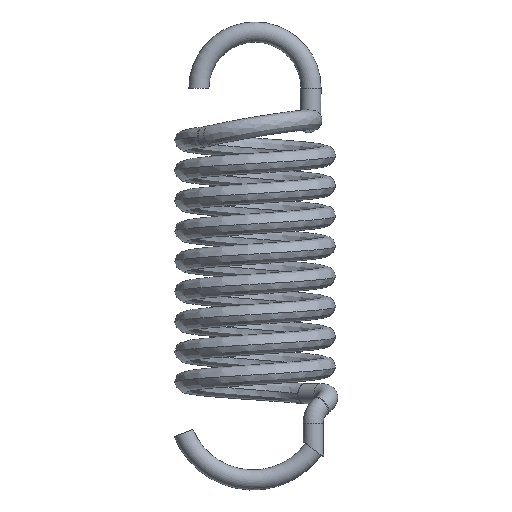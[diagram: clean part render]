
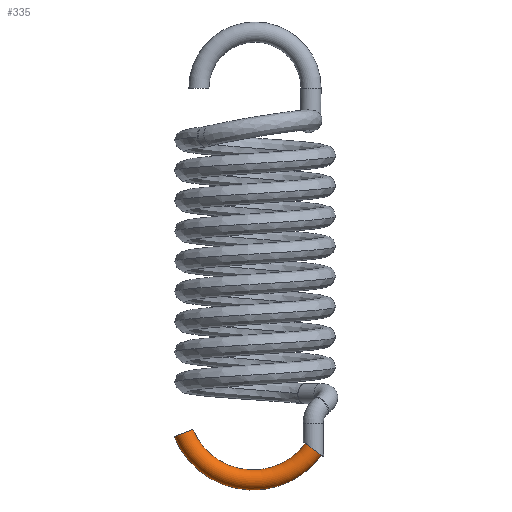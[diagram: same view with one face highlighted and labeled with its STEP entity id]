
A CAD part, left-side view. The second image highlights one B-rep face of the part: STEP entity #335.
In plain terms, the highlighted toroidal (fillet/blend) face has major radius 37.122 mm and minor radius 5 mm.
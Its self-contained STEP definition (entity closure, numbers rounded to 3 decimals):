
#52=TOROIDAL_SURFACE('',#400,37.122,5.);
#75=FACE_OUTER_BOUND('',#98,.T.);
#98=EDGE_LOOP('',(#303,#304,#305,#306,#307,#308));
#115=CIRCLE('',#370,5.);
#116=CIRCLE('',#371,5.);
#129=CIRCLE('',#396,5.);
#130=CIRCLE('',#399,5.);
#131=CIRCLE('',#401,32.122);
#152=VERTEX_POINT('',#4303);
#153=VERTEX_POINT('',#4304);
#154=VERTEX_POINT('',#4306);
#164=VERTEX_POINT('',#6497);
#189=EDGE_CURVE('',#152,#154,#115,.T.);
#190=EDGE_CURVE('',#154,#153,#116,.T.);
#210=EDGE_CURVE('',#153,#152,#129,.T.);
#211=EDGE_CURVE('',#164,#164,#130,.T.);
#212=EDGE_CURVE('',#154,#164,#131,.T.);
#303=ORIENTED_EDGE('',*,*,#189,.F.);
#304=ORIENTED_EDGE('',*,*,#210,.F.);
#305=ORIENTED_EDGE('',*,*,#190,.F.);
#306=ORIENTED_EDGE('',*,*,#212,.T.);
#307=ORIENTED_EDGE('',*,*,#211,.T.);
#308=ORIENTED_EDGE('',*,*,#212,.F.);
#335=ADVANCED_FACE('',(#75),#52,.T.);
#370=AXIS2_PLACEMENT_3D('',#4307,#445,#446);
#371=AXIS2_PLACEMENT_3D('',#4308,#447,#448);
#396=AXIS2_PLACEMENT_3D('',#6494,#500,#501);
#399=AXIS2_PLACEMENT_3D('',#6498,#506,#507);
#400=AXIS2_PLACEMENT_3D('',#6499,#508,#509);
#401=AXIS2_PLACEMENT_3D('',#6500,#510,#511);
#445=DIRECTION('center_axis',(0.,-0.588,0.809));
#446=DIRECTION('ref_axis',(0.,-0.809,-0.588));
#447=DIRECTION('center_axis',(0.,-0.588,0.809));
#448=DIRECTION('ref_axis',(0.,-0.809,-0.588));
#500=DIRECTION('center_axis',(0.,-0.588,0.809));
#501=DIRECTION('ref_axis',(0.,-0.809,-0.588));
#506=DIRECTION('center_axis',(0.,-0.373,-0.928));
#507=DIRECTION('ref_axis',(0.,0.928,-0.373));
#508=DIRECTION('center_axis',(-1.,0.,0.));
#509=DIRECTION('ref_axis',(0.,0.123,-0.992));
#510=DIRECTION('center_axis',(1.,0.,0.));
#511=DIRECTION('ref_axis',(0.,0.123,-0.992));
#4303=CARTESIAN_POINT('',(5.,-28.919,-155.075));
#4304=CARTESIAN_POINT('',(-5.,-28.953,-155.1));
#4306=CARTESIAN_POINT('',(0.,-24.892,-152.147));
#4307=CARTESIAN_POINT('Origin',(0.,-28.936,-155.087));
#4308=CARTESIAN_POINT('Origin',(0.,-28.936,-155.087));
#6494=CARTESIAN_POINT('Origin',(0.,-28.936,-155.087));
#6497=CARTESIAN_POINT('',(0.,30.894,-145.23));
#6498=CARTESIAN_POINT('Origin',(0.,35.534,-147.094));
#6499=CARTESIAN_POINT('Origin',(0.,1.087,-133.256));
#6500=CARTESIAN_POINT('Origin',(0.,1.087,-133.256));
